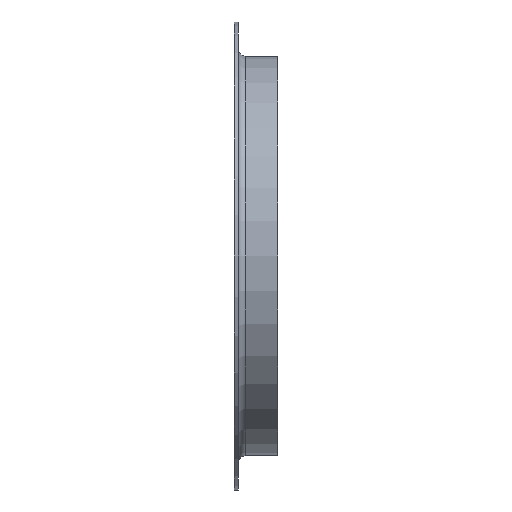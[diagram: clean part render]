
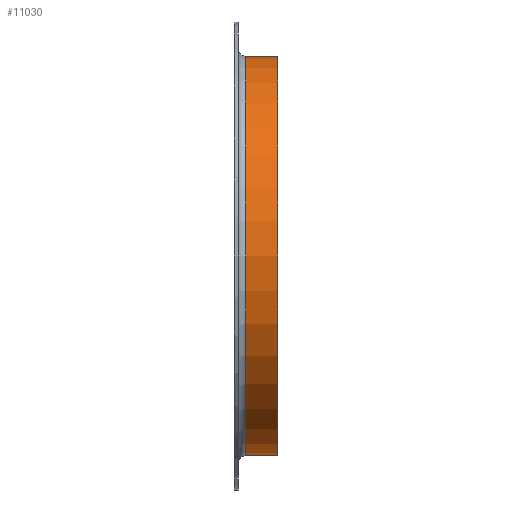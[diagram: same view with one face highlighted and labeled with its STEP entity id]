
A CAD part, front view. The second image highlights one B-rep face of the part: STEP entity #11030.
In plain terms, the highlighted cylindrical face has radius 136.5 mm (diameter 273 mm), a full revolution.
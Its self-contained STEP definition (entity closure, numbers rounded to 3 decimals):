
#132 = CIRCLE ( 'NONE', #3387, 136.5 ) ;
#367 = DIRECTION ( 'NONE',  ( -1., 0., 0. ) ) ;
#724 = DIRECTION ( 'NONE',  ( 0., 0., 1. ) ) ;
#1302 = EDGE_CURVE ( 'NONE', #13142, #13142, #10602, .T. ) ;
#1680 = DIRECTION ( 'NONE',  ( 0., 0., 1. ) ) ;
#2146 = AXIS2_PLACEMENT_3D ( 'NONE', #11496, #3084, #724 ) ;
#3084 = DIRECTION ( 'NONE',  ( -1., 0., 0. ) ) ;
#3387 = AXIS2_PLACEMENT_3D ( 'NONE', #11297, #367, #12648 ) ;
#5442 = FACE_OUTER_BOUND ( 'NONE', #15175, .T. ) ;
#7191 = ORIENTED_EDGE ( 'NONE', *, *, #14196, .F. ) ;
#8746 = DIRECTION ( 'NONE',  ( -1., 0., 0. ) ) ;
#8807 = CARTESIAN_POINT ( 'NONE',  ( 8., 0., 136.5 ) ) ;
#9826 = VERTEX_POINT ( 'NONE', #8807 ) ;
#9994 = EDGE_LOOP ( 'NONE', ( #7191 ) ) ;
#10158 = FACE_OUTER_BOUND ( 'NONE', #9994, .T. ) ;
#10233 = CYLINDRICAL_SURFACE ( 'NONE', #2146, 136.5 ) ;
#10602 = CIRCLE ( 'NONE', #11109, 136.5 ) ;
#10760 = CARTESIAN_POINT ( 'NONE',  ( 30., 0., 136.5 ) ) ;
#11005 = CARTESIAN_POINT ( 'NONE',  ( 30., 0., 0. ) ) ;
#11030 = ADVANCED_FACE ( 'NONE', ( #10158, #5442 ), #10233, .T. ) ;
#11109 = AXIS2_PLACEMENT_3D ( 'NONE', #11005, #8746, #1680 ) ;
#11297 = CARTESIAN_POINT ( 'NONE',  ( 8., 0., 0. ) ) ;
#11496 = CARTESIAN_POINT ( 'NONE',  ( 0., 0., 0. ) ) ;
#12648 = DIRECTION ( 'NONE',  ( 0., 0., 1. ) ) ;
#13142 = VERTEX_POINT ( 'NONE', #10760 ) ;
#13553 = ORIENTED_EDGE ( 'NONE', *, *, #1302, .T. ) ;
#14196 = EDGE_CURVE ( 'NONE', #9826, #9826, #132, .T. ) ;
#15175 = EDGE_LOOP ( 'NONE', ( #13553 ) ) ;
